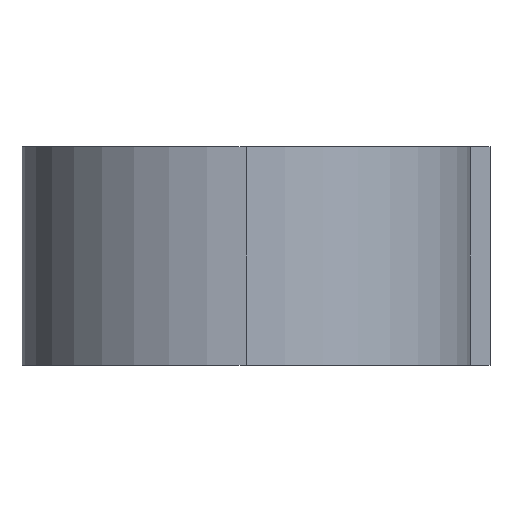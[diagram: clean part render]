
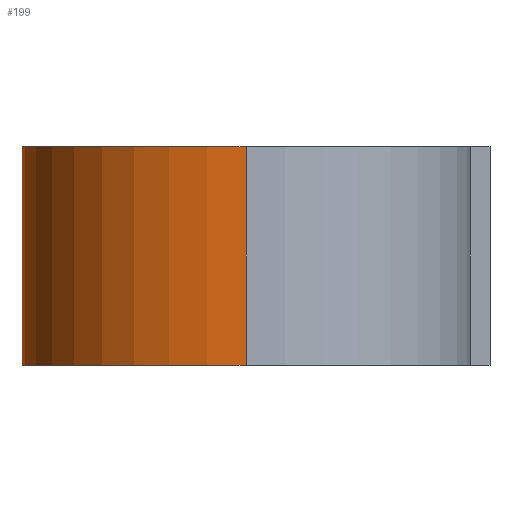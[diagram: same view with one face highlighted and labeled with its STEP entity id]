
A CAD part, left-side view. The second image highlights one B-rep face of the part: STEP entity #199.
In plain terms, the highlighted cylindrical face has radius 20.5 mm (diameter 41 mm), a partial arc.
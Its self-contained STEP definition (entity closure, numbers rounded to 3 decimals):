
#53 = ORIENTED_EDGE ( 'NONE', *, *, #451, .T. ) ;
#70 = CYLINDRICAL_SURFACE ( 'NONE', #204, 20.5 ) ;
#74 = AXIS2_PLACEMENT_3D ( 'NONE', #633, #587, #174 ) ;
#95 = EDGE_CURVE ( 'NONE', #220, #314, #822, .T. ) ;
#174 = DIRECTION ( 'NONE',  ( -1., 0., 0. ) ) ;
#197 = FACE_OUTER_BOUND ( 'NONE', #277, .T. ) ;
#199 = ADVANCED_FACE ( 'NONE', ( #197 ), #70, .T. ) ;
#201 = CARTESIAN_POINT ( 'NONE',  ( -20.5, 20., -10. ) ) ;
#204 = AXIS2_PLACEMENT_3D ( 'NONE', #862, #255, #338 ) ;
#211 = CARTESIAN_POINT ( 'NONE',  ( -20.5, 20., 10. ) ) ;
#220 = VERTEX_POINT ( 'NONE', #393 ) ;
#254 = VERTEX_POINT ( 'NONE', #201 ) ;
#255 = DIRECTION ( 'NONE',  ( 0., 0., -1. ) ) ;
#277 = EDGE_LOOP ( 'NONE', ( #358, #541, #861, #53 ) ) ;
#281 = LINE ( 'NONE', #607, #651 ) ;
#312 = EDGE_CURVE ( 'NONE', #220, #609, #281, .T. ) ;
#313 = CARTESIAN_POINT ( 'NONE',  ( 0., 20., -10. ) ) ;
#314 = VERTEX_POINT ( 'NONE', #481 ) ;
#338 = DIRECTION ( 'NONE',  ( -1., 0., 0. ) ) ;
#358 = ORIENTED_EDGE ( 'NONE', *, *, #824, .F. ) ;
#359 = VECTOR ( 'NONE', #411, 1000. ) ;
#365 = DIRECTION ( 'NONE',  ( -1., 0., 0. ) ) ;
#393 = CARTESIAN_POINT ( 'NONE',  ( 20.5, 20., 10. ) ) ;
#401 = CIRCLE ( 'NONE', #727, 20.5 ) ;
#411 = DIRECTION ( 'NONE',  ( 0., 0., -1. ) ) ;
#413 = DIRECTION ( 'NONE',  ( 0., 0., -1. ) ) ;
#451 = EDGE_CURVE ( 'NONE', #609, #254, #401, .T. ) ;
#481 = CARTESIAN_POINT ( 'NONE',  ( -20.5, 20., 10. ) ) ;
#541 = ORIENTED_EDGE ( 'NONE', *, *, #95, .F. ) ;
#587 = DIRECTION ( 'NONE',  ( 0., 0., 1. ) ) ;
#598 = CARTESIAN_POINT ( 'NONE',  ( 20.5, 20., -10. ) ) ;
#607 = CARTESIAN_POINT ( 'NONE',  ( 20.5, 20., 10. ) ) ;
#609 = VERTEX_POINT ( 'NONE', #598 ) ;
#633 = CARTESIAN_POINT ( 'NONE',  ( 0., 20., 10. ) ) ;
#643 = DIRECTION ( 'NONE',  ( 0., 0., 1. ) ) ;
#651 = VECTOR ( 'NONE', #413, 1000. ) ;
#727 = AXIS2_PLACEMENT_3D ( 'NONE', #313, #643, #365 ) ;
#817 = LINE ( 'NONE', #211, #359 ) ;
#822 = CIRCLE ( 'NONE', #74, 20.5 ) ;
#824 = EDGE_CURVE ( 'NONE', #314, #254, #817, .T. ) ;
#861 = ORIENTED_EDGE ( 'NONE', *, *, #312, .T. ) ;
#862 = CARTESIAN_POINT ( 'NONE',  ( 0., 20., 10. ) ) ;
